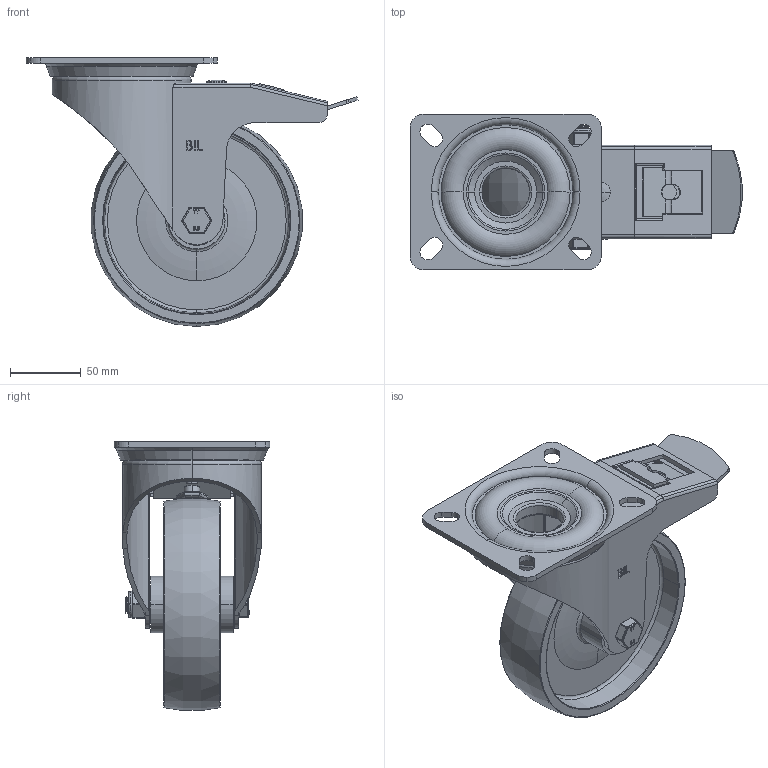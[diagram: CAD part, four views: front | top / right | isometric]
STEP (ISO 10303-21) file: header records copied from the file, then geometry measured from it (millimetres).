
FILE_DESCRIPTION(('STEP AP214'),'1');
FILE_NAME('BZMM150NYBSWB.STEP','2022-08-01T11:05:34',(' '),(' '),'Spatial InterOp 3D',' ',' ');
FILE_SCHEMA(('AUTOMOTIVE_DESIGN { 1 0 10303 214 1 1 1 1 }'));
Length unit declared in the file: metre
Products named in the file (30): ZINC PLATED, PRESSED STEEL TOP PLATE; ZINC PLATED, PRESSED STEEL TOP PLATE Geometry; BALL BEARINGS; Component1; BZMM150ASSWB; ZINC PLATED, PRESSED STEEL FORKS; BEARING SEAL; ZINC PLATED, PRESSED STEEL BRAKE PEDAL; BRAKE PAD; BRAKE PAD Geometry; BOLT; NUT; BRAKE BOLT; BZMM150NYBSWB; NYLON WHEEL; NYLON WHEEL Geometry; CAP; BZVL150WNYRB5; ROLLER BEARING; CAGE; Pattern; Component12; TUBEM20X60; ZINC PLATED STEEL TUBE; HEXBOLTM12X80Z8.8; GRADE 8.8 ZINC PLATED BOLT; NYLOC NUT; RUBBER; NUT2; NYLOCM12Z
Assembly tree (75 placements, depth 5):
  BZMM150NYBSWB
    BZMM150ASSWB
      ZINC PLATED, PRESSED STEEL TOP PLATE
        ZINC PLATED, PRESSED STEEL TOP PLATE Geometry
        BALL BEARINGS
          Component1  x40
      ZINC PLATED, PRESSED STEEL FORKS
      BEARING SEAL
      ZINC PLATED, PRESSED STEEL BRAKE PEDAL
      BRAKE PAD
        BRAKE PAD Geometry
        BOLT
        NUT
        BRAKE BOLT
    BZVL150WNYRB5
      NYLON WHEEL
        NYLON WHEEL Geometry
        CAP
      ROLLER BEARING
        CAGE
        Pattern
          Component12  x8
    TUBEM20X60
      ZINC PLATED STEEL TUBE
    HEXBOLTM12X80Z8.8
      GRADE 8.8 ZINC PLATED BOLT
    NYLOCM12Z
      NYLOC NUT
        RUBBER
        NUT2
Bounding box: 234.28 x 110 x 189.76 mm (x, y, z)
Volume: 538387.9 mm3; surface area: 250010.3 mm2
Topology: 63 solids, 63 shells, 869 faces, 2302 edges, 1408 vertices
Faces by surface type: cylinder 321, plane 309, sphere 118, torus 54, extrusion 46, cone 16, bspline 5
Entity records: 34718 total; most frequent: CARTESIAN_POINT 14467, DIRECTION 4161, ORIENTED_EDGE 4012, EDGE_CURVE 2006, AXIS2_PLACEMENT_3D 1575, VERTEX_POINT 1288, VECTOR 1011, LINE 965
